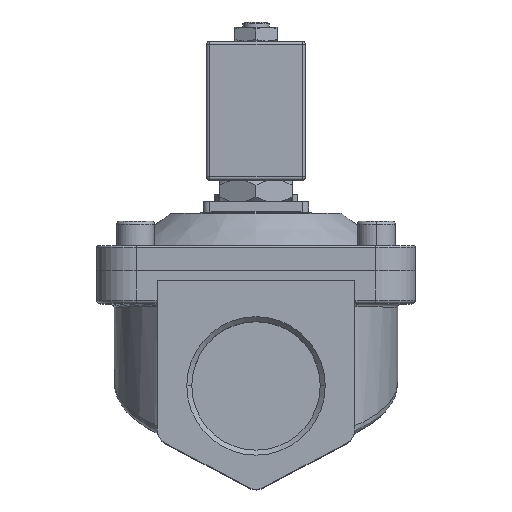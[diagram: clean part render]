
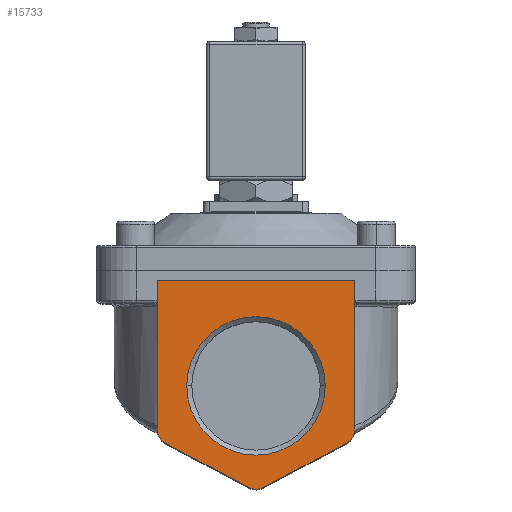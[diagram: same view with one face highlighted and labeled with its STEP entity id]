
A CAD part, top view. The second image highlights one B-rep face of the part: STEP entity #15733.
In plain terms, the highlighted planar face has unit normal (0, 0, 1).
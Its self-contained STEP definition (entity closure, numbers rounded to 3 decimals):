
#140 = CIRCLE ( 'NONE', #6714, 20.98 ) ;
#168 = VERTEX_POINT ( 'NONE', #326 ) ;
#326 = CARTESIAN_POINT ( 'NONE',  ( -2.353, 1.255, 65.5 ) ) ;
#408 = VERTEX_POINT ( 'NONE', #14464 ) ;
#767 = EDGE_LOOP ( 'NONE', ( #11701, #13343 ) ) ;
#928 = VECTOR ( 'NONE', #11678, 1000. ) ;
#1361 = EDGE_CURVE ( 'NONE', #8441, #11711, #3427, .T. ) ;
#1369 = LINE ( 'NONE', #7645, #14249 ) ;
#1449 = VECTOR ( 'NONE', #8070, 1000. ) ;
#1509 = EDGE_CURVE ( 'NONE', #13393, #168, #1369, .T. ) ;
#2135 = ORIENTED_EDGE ( 'NONE', *, *, #6486, .T. ) ;
#2157 = VERTEX_POINT ( 'NONE', #2736 ) ;
#2344 = CARTESIAN_POINT ( 'NONE',  ( -27.353, 14.588, 65.5 ) ) ;
#2353 = EDGE_CURVE ( 'NONE', #14531, #15437, #11540, .T. ) ;
#2736 = CARTESIAN_POINT ( 'NONE',  ( 2.353, 1.255, 65.5 ) ) ;
#2970 = LINE ( 'NONE', #8121, #1449 ) ;
#3015 = ORIENTED_EDGE ( 'NONE', *, *, #1361, .T. ) ;
#3327 = AXIS2_PLACEMENT_3D ( 'NONE', #13628, #13570, #13517 ) ;
#3427 = CIRCLE ( 'NONE', #14596, 5. ) ;
#3872 = EDGE_CURVE ( 'NONE', #2157, #8441, #14510, .T. ) ;
#4027 = DIRECTION ( 'NONE',  ( 1., 0., 0. ) ) ;
#4182 = EDGE_CURVE ( 'NONE', #408, #9990, #12730, .T. ) ;
#4958 = ORIENTED_EDGE ( 'NONE', *, *, #8068, .T. ) ;
#5094 = CARTESIAN_POINT ( 'NONE',  ( -30., 19., 65.5 ) ) ;
#5095 = CARTESIAN_POINT ( 'NONE',  ( 20.98, 32., 65.5 ) ) ;
#5106 = FACE_BOUND ( 'NONE', #767, .T. ) ;
#5157 = CARTESIAN_POINT ( 'NONE',  ( 30., 64., 65.5 ) ) ;
#5172 = ORIENTED_EDGE ( 'NONE', *, *, #8311, .T. ) ;
#5688 = CARTESIAN_POINT ( 'NONE',  ( 25., 19., 65.5 ) ) ;
#5691 = EDGE_CURVE ( 'NONE', #9990, #408, #140, .T. ) ;
#5707 = DIRECTION ( 'NONE',  ( 0., 0., 1. ) ) ;
#5753 = DIRECTION ( 'NONE',  ( -1., 0., 0. ) ) ;
#6324 = CARTESIAN_POINT ( 'NONE',  ( 27.353, 14.588, 65.5 ) ) ;
#6469 = FACE_OUTER_BOUND ( 'NONE', #6567, .T. ) ;
#6486 = EDGE_CURVE ( 'NONE', #168, #2157, #14435, .T. ) ;
#6567 = EDGE_LOOP ( 'NONE', ( #12857, #13742, #13211, #2135, #14136, #3015, #5172, #4958 ) ) ;
#6714 = AXIS2_PLACEMENT_3D ( 'NONE', #15631, #15692, #11980 ) ;
#6968 = DIRECTION ( 'NONE',  ( 0.882, -0.471, 0. ) ) ;
#7259 = CARTESIAN_POINT ( 'NONE',  ( -30., 64., 65.5 ) ) ;
#7645 = CARTESIAN_POINT ( 'NONE',  ( 0., 0., 65.5 ) ) ;
#8068 = EDGE_CURVE ( 'NONE', #15436, #14531, #8152, .T. ) ;
#8070 = DIRECTION ( 'NONE',  ( 0., 1., 0. ) ) ;
#8121 = CARTESIAN_POINT ( 'NONE',  ( 30., 64., 65.5 ) ) ;
#8152 = LINE ( 'NONE', #12104, #14485 ) ;
#8311 = EDGE_CURVE ( 'NONE', #11711, #15436, #2970, .T. ) ;
#8441 = VERTEX_POINT ( 'NONE', #6324 ) ;
#8555 = DIRECTION ( 'NONE',  ( 0.882, 0.471, 0. ) ) ;
#8987 = CARTESIAN_POINT ( 'NONE',  ( 0., 32., 65.5 ) ) ;
#9054 = CARTESIAN_POINT ( 'NONE',  ( 30., 16., 65.5 ) ) ;
#9674 = AXIS2_PLACEMENT_3D ( 'NONE', #14841, #14671, #14657 ) ;
#9824 = CARTESIAN_POINT ( 'NONE',  ( 30., 19., 65.5 ) ) ;
#9990 = VERTEX_POINT ( 'NONE', #5095 ) ;
#10288 = AXIS2_PLACEMENT_3D ( 'NONE', #11734, #11727, #11704 ) ;
#11540 = LINE ( 'NONE', #11634, #928 ) ;
#11569 = DIRECTION ( 'NONE',  ( 0., 0., 1. ) ) ;
#11634 = CARTESIAN_POINT ( 'NONE',  ( -30., 16., 65.5 ) ) ;
#11678 = DIRECTION ( 'NONE',  ( 0., -1., 0. ) ) ;
#11701 = ORIENTED_EDGE ( 'NONE', *, *, #5691, .F. ) ;
#11704 = DIRECTION ( 'NONE',  ( -1., 0., 0. ) ) ;
#11711 = VERTEX_POINT ( 'NONE', #9824 ) ;
#11727 = DIRECTION ( 'NONE',  ( 0., 0., 1. ) ) ;
#11734 = CARTESIAN_POINT ( 'NONE',  ( -25., 19., 65.5 ) ) ;
#11951 = DIRECTION ( 'NONE',  ( -1., 0., 0. ) ) ;
#11980 = DIRECTION ( 'NONE',  ( 1., 0., 0. ) ) ;
#12104 = CARTESIAN_POINT ( 'NONE',  ( -30., 64., 65.5 ) ) ;
#12247 = EDGE_CURVE ( 'NONE', #15437, #13393, #13538, .T. ) ;
#12331 = AXIS2_PLACEMENT_3D ( 'NONE', #8987, #11569, #4027 ) ;
#12569 = VECTOR ( 'NONE', #8555, 1000. ) ;
#12730 = CIRCLE ( 'NONE', #12331, 20.98 ) ;
#12857 = ORIENTED_EDGE ( 'NONE', *, *, #2353, .T. ) ;
#13211 = ORIENTED_EDGE ( 'NONE', *, *, #1509, .T. ) ;
#13343 = ORIENTED_EDGE ( 'NONE', *, *, #4182, .F. ) ;
#13393 = VERTEX_POINT ( 'NONE', #2344 ) ;
#13517 = DIRECTION ( 'NONE',  ( -1., 0., 0. ) ) ;
#13538 = CIRCLE ( 'NONE', #10288, 5. ) ;
#13570 = DIRECTION ( 'NONE',  ( 0., 0., 1. ) ) ;
#13628 = CARTESIAN_POINT ( 'NONE',  ( 0., 5.667, 65.5 ) ) ;
#13742 = ORIENTED_EDGE ( 'NONE', *, *, #12247, .T. ) ;
#14136 = ORIENTED_EDGE ( 'NONE', *, *, #3872, .T. ) ;
#14249 = VECTOR ( 'NONE', #6968, 1000. ) ;
#14435 = CIRCLE ( 'NONE', #3327, 5. ) ;
#14464 = CARTESIAN_POINT ( 'NONE',  ( -20.98, 32., 65.5 ) ) ;
#14485 = VECTOR ( 'NONE', #11951, 1000. ) ;
#14510 = LINE ( 'NONE', #9054, #12569 ) ;
#14531 = VERTEX_POINT ( 'NONE', #7259 ) ;
#14596 = AXIS2_PLACEMENT_3D ( 'NONE', #5688, #5707, #5753 ) ;
#14657 = DIRECTION ( 'NONE',  ( -1., 0., 0. ) ) ;
#14671 = DIRECTION ( 'NONE',  ( 0., 0., -1. ) ) ;
#14784 = PLANE ( 'NONE',  #9674 ) ;
#14841 = CARTESIAN_POINT ( 'NONE',  ( 0., 0., 65.5 ) ) ;
#15436 = VERTEX_POINT ( 'NONE', #5157 ) ;
#15437 = VERTEX_POINT ( 'NONE', #5094 ) ;
#15631 = CARTESIAN_POINT ( 'NONE',  ( 0., 32., 65.5 ) ) ;
#15692 = DIRECTION ( 'NONE',  ( 0., 0., 1. ) ) ;
#15733 = ADVANCED_FACE ( 'NONE', ( #5106, #6469 ), #14784, .F. ) ;
